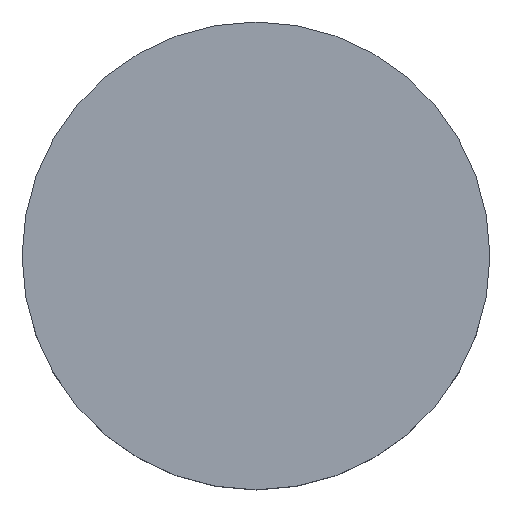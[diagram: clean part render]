
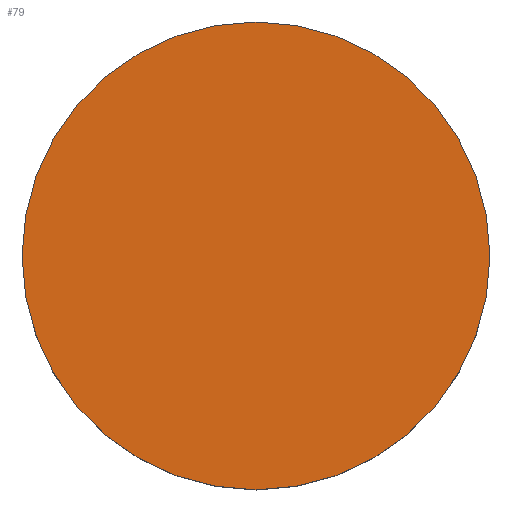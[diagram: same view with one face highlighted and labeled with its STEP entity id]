
A CAD part, top view. The second image highlights one B-rep face of the part: STEP entity #79.
In plain terms, the highlighted planar face has unit normal (0, 0, 1).
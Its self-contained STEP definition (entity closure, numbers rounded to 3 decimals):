
#3 = VERTEX_POINT ( 'NONE', #57 ) ;
#4 = DIRECTION ( 'NONE',  ( 0., -1., 0. ) ) ;
#18 = ORIENTED_EDGE ( 'NONE', *, *, #25, .F. ) ;
#22 = CARTESIAN_POINT ( 'NONE',  ( 0., 6.35, 3. ) ) ;
#25 = EDGE_CURVE ( 'NONE', #161, #3, #127, .T. ) ;
#45 = DIRECTION ( 'NONE',  ( 0., -1., 0. ) ) ;
#55 = CARTESIAN_POINT ( 'NONE',  ( 0., 0., 3. ) ) ;
#56 = ORIENTED_EDGE ( 'NONE', *, *, #163, .F. ) ;
#57 = CARTESIAN_POINT ( 'NONE',  ( 0., -6.35, 3. ) ) ;
#76 = CARTESIAN_POINT ( 'NONE',  ( 0., 13.158, 3. ) ) ;
#79 = ADVANCED_FACE ( 'NONE', ( #171 ), #91, .T. ) ;
#91 = PLANE ( 'NONE',  #201 ) ;
#94 = DIRECTION ( 'NONE',  ( 0., 0., -1. ) ) ;
#127 = CIRCLE ( 'NONE', #196, 6.35 ) ;
#155 = DIRECTION ( 'NONE',  ( 0., 0., 1. ) ) ;
#156 = CIRCLE ( 'NONE', #205, 6.35 ) ;
#157 = DIRECTION ( 'NONE',  ( 1., 0., 0. ) ) ;
#161 = VERTEX_POINT ( 'NONE', #22 ) ;
#163 = EDGE_CURVE ( 'NONE', #3, #161, #156, .T. ) ;
#171 = FACE_OUTER_BOUND ( 'NONE', #214, .T. ) ;
#172 = CARTESIAN_POINT ( 'NONE',  ( 0., 0., 3. ) ) ;
#184 = DIRECTION ( 'NONE',  ( 0., 0., -1. ) ) ;
#196 = AXIS2_PLACEMENT_3D ( 'NONE', #55, #184, #4 ) ;
#201 = AXIS2_PLACEMENT_3D ( 'NONE', #76, #155, #157 ) ;
#205 = AXIS2_PLACEMENT_3D ( 'NONE', #172, #94, #45 ) ;
#214 = EDGE_LOOP ( 'NONE', ( #56, #18 ) ) ;
